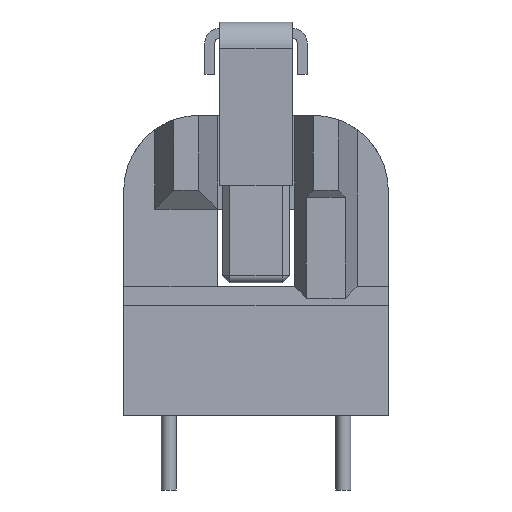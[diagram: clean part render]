
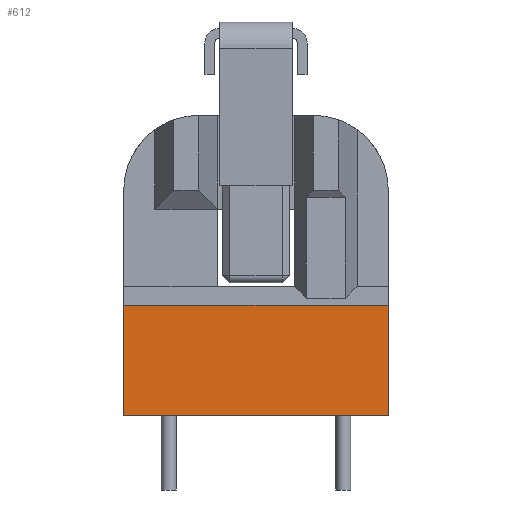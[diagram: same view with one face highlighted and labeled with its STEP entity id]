
A CAD part, front view. The second image highlights one B-rep face of the part: STEP entity #612.
In plain terms, the highlighted planar face has unit normal (0, -1, 0).
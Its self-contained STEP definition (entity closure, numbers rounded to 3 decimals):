
#612 = ADVANCED_FACE( '', ( #1185 ), #1186, .T. );
#1185 = FACE_OUTER_BOUND( '', #1731, .T. );
#1186 = PLANE( '', #1732 );
#1731 = EDGE_LOOP( '', ( #3274, #3275, #3276, #3277 ) );
#1732 = AXIS2_PLACEMENT_3D( '', #3278, #3279, #3280 );
#3274 = ORIENTED_EDGE( '', *, *, #3850, .F. );
#3275 = ORIENTED_EDGE( '', *, *, #3422, .F. );
#3276 = ORIENTED_EDGE( '', *, *, #3903, .T. );
#3277 = ORIENTED_EDGE( '', *, *, #3689, .T. );
#3278 = CARTESIAN_POINT( '', ( 5.3, -6.2, -6.7 ) );
#3279 = DIRECTION( '', ( 0., -1., 0. ) );
#3280 = DIRECTION( '', ( 0., 0., -1. ) );
#3422 = EDGE_CURVE( '', #4116, #4104, #4118, .T. );
#3689 = EDGE_CURVE( '', #4532, #4530, #4533, .T. );
#3850 = EDGE_CURVE( '', #4104, #4530, #4728, .T. );
#3903 = EDGE_CURVE( '', #4116, #4532, #4781, .T. );
#4104 = VERTEX_POINT( '', #5052 );
#4116 = VERTEX_POINT( '', #5070 );
#4118 = LINE( '', #5073, #5074 );
#4530 = VERTEX_POINT( '', #5641 );
#4532 = VERTEX_POINT( '', #5644 );
#4533 = LINE( '', #5645, #5646 );
#4728 = LINE( '', #5928, #5929 );
#4781 = LINE( '', #5990, #5991 );
#5052 = CARTESIAN_POINT( '', ( -5.3, -6.2, -6.7 ) );
#5070 = CARTESIAN_POINT( '', ( 5.3, -6.2, -6.7 ) );
#5073 = CARTESIAN_POINT( '', ( 5.3, -6.2, -6.7 ) );
#5074 = VECTOR( '', #6140, 1000. );
#5641 = CARTESIAN_POINT( '', ( -5.3, -6.2, -2.3 ) );
#5644 = CARTESIAN_POINT( '', ( 5.3, -6.2, -2.3 ) );
#5645 = CARTESIAN_POINT( '', ( 5.3, -6.2, -2.3 ) );
#5646 = VECTOR( '', #6450, 1000. );
#5928 = CARTESIAN_POINT( '', ( -5.3, -6.2, -6.7 ) );
#5929 = VECTOR( '', #6589, 1000. );
#5990 = CARTESIAN_POINT( '', ( 5.3, -6.2, -6.7 ) );
#5991 = VECTOR( '', #6625, 1000. );
#6140 = DIRECTION( '', ( -1., 0., 0. ) );
#6450 = DIRECTION( '', ( -1., 0., 0. ) );
#6589 = DIRECTION( '', ( 0., 0., 1. ) );
#6625 = DIRECTION( '', ( 0., 0., 1. ) );
